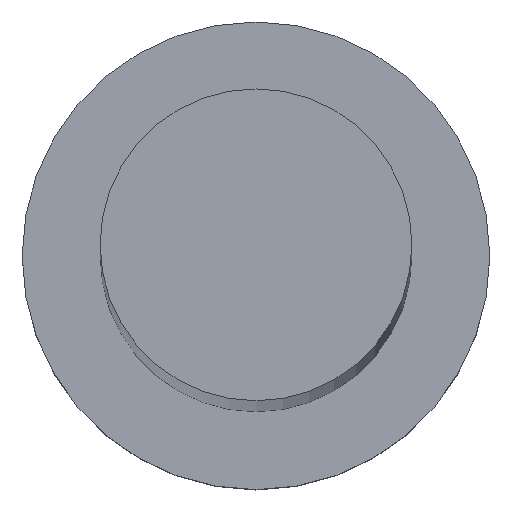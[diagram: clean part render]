
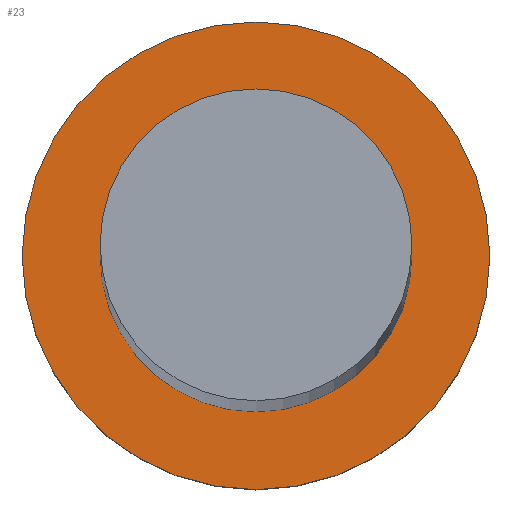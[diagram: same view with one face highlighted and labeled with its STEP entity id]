
A CAD part, top view. The second image highlights one B-rep face of the part: STEP entity #23.
In plain terms, the highlighted planar face has unit normal (0, 0, 1).
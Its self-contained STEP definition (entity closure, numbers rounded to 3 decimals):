
#8 = EDGE_CURVE ( 'NONE', #193, #174, #25, .T. ) ;
#9 = EDGE_CURVE ( 'NONE', #174, #193, #170, .T. ) ;
#12 = CIRCLE ( 'NONE', #32, 6. ) ;
#17 = CARTESIAN_POINT ( 'NONE',  ( 0., 0., 7. ) ) ;
#23 = ADVANCED_FACE ( 'NONE', ( #156, #119 ), #97, .T. ) ;
#22 = ORIENTED_EDGE ( 'NONE', *, *, #9, .T. ) ;
#25 = CIRCLE ( 'NONE', #30, 9. ) ;
#30 = AXIS2_PLACEMENT_3D ( 'NONE', #136, #234, #209 ) ;
#32 = AXIS2_PLACEMENT_3D ( 'NONE', #87, #179, #49 ) ;
#41 = DIRECTION ( 'NONE',  ( 1., 0., 0. ) ) ;
#49 = DIRECTION ( 'NONE',  ( 1., 0., 0. ) ) ;
#55 = ORIENTED_EDGE ( 'NONE', *, *, #128, .F. ) ;
#57 = EDGE_LOOP ( 'NONE', ( #227, #55 ) ) ;
#71 = CIRCLE ( 'NONE', #195, 6. ) ;
#74 = VERTEX_POINT ( 'NONE', #188 ) ;
#78 = CARTESIAN_POINT ( 'NONE',  ( 0., 0., 7. ) ) ;
#84 = CARTESIAN_POINT ( 'NONE',  ( 9., 0., 7. ) ) ;
#87 = CARTESIAN_POINT ( 'NONE',  ( 0., 0., 7. ) ) ;
#90 = EDGE_CURVE ( 'NONE', #74, #192, #71, .T. ) ;
#96 = AXIS2_PLACEMENT_3D ( 'NONE', #78, #197, #41 ) ;
#97 = PLANE ( 'NONE',  #239 ) ;
#103 = ORIENTED_EDGE ( 'NONE', *, *, #8, .T. ) ;
#119 = FACE_OUTER_BOUND ( 'NONE', #138, .T. ) ;
#128 = EDGE_CURVE ( 'NONE', #192, #74, #12, .T. ) ;
#136 = CARTESIAN_POINT ( 'NONE',  ( 0., 0., 7. ) ) ;
#137 = CARTESIAN_POINT ( 'NONE',  ( 0., 0., 7. ) ) ;
#138 = EDGE_LOOP ( 'NONE', ( #103, #22 ) ) ;
#156 = FACE_BOUND ( 'NONE', #57, .T. ) ;
#170 = CIRCLE ( 'NONE', #96, 9. ) ;
#172 = DIRECTION ( 'NONE',  ( 0., 0., 1. ) ) ;
#174 = VERTEX_POINT ( 'NONE', #84 ) ;
#179 = DIRECTION ( 'NONE',  ( 0., 0., 1. ) ) ;
#188 = CARTESIAN_POINT ( 'NONE',  ( -6., 0., 7. ) ) ;
#192 = VERTEX_POINT ( 'NONE', #214 ) ;
#193 = VERTEX_POINT ( 'NONE', #241 ) ;
#195 = AXIS2_PLACEMENT_3D ( 'NONE', #17, #172, #200 ) ;
#197 = DIRECTION ( 'NONE',  ( 0., 0., 1. ) ) ;
#200 = DIRECTION ( 'NONE',  ( 1., 0., 0. ) ) ;
#209 = DIRECTION ( 'NONE',  ( 1., 0., 0. ) ) ;
#210 = DIRECTION ( 'NONE',  ( 0., 0., 1. ) ) ;
#213 = DIRECTION ( 'NONE',  ( 1., 0., 0. ) ) ;
#214 = CARTESIAN_POINT ( 'NONE',  ( 6., 0., 7. ) ) ;
#227 = ORIENTED_EDGE ( 'NONE', *, *, #90, .F. ) ;
#234 = DIRECTION ( 'NONE',  ( 0., 0., 1. ) ) ;
#239 = AXIS2_PLACEMENT_3D ( 'NONE', #137, #210, #213 ) ;
#241 = CARTESIAN_POINT ( 'NONE',  ( -9., 0., 7. ) ) ;
